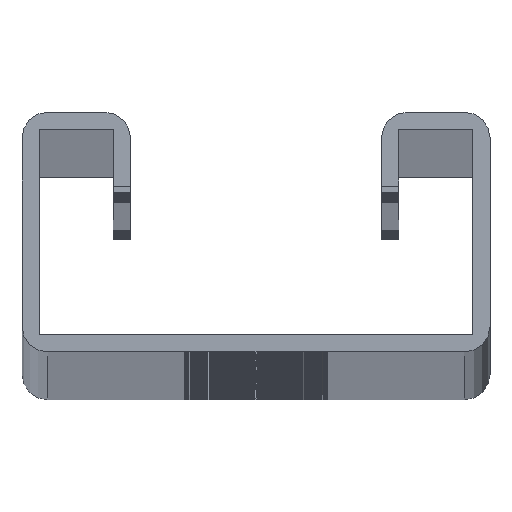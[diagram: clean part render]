
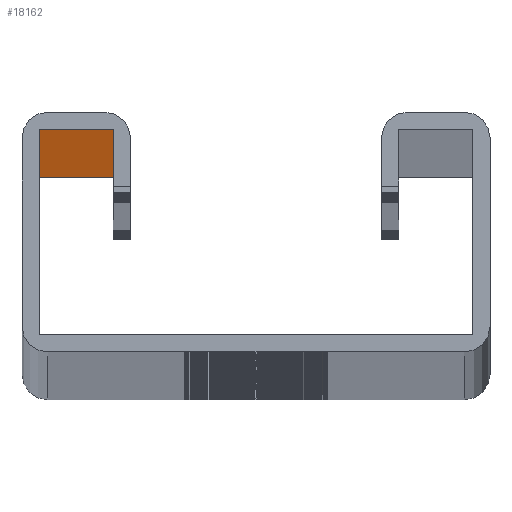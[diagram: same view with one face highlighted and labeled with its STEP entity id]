
A CAD part, top view. The second image highlights one B-rep face of the part: STEP entity #18162.
In plain terms, the highlighted planar face has unit normal (0, -1, 0).
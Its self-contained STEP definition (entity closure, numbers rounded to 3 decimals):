
#4557 = CARTESIAN_POINT ( 'NONE',  ( -12.5, 19.5, -1200. ) ) ;
#12079 = DIRECTION ( 'NONE',  ( 1., 0., 0. ) ) ;
#15447 = EDGE_LOOP ( 'NONE', ( #59218, #34618, #35897, #31933 ) ) ;
#18162 = ADVANCED_FACE ( 'NONE', ( #51712 ), #20221, .T. ) ;
#19193 = VERTEX_POINT ( 'NONE', #46701 ) ;
#19918 = CARTESIAN_POINT ( 'NONE',  ( -12.5, 19.5, -2400. ) ) ;
#20221 = PLANE ( 'NONE',  #32819 ) ;
#21750 = VECTOR ( 'NONE', #12079, 1000. ) ;
#22390 = VECTOR ( 'NONE', #32497, 1000. ) ;
#23688 = CARTESIAN_POINT ( 'NONE',  ( -19., 19.5, -1200. ) ) ;
#25538 = CARTESIAN_POINT ( 'NONE',  ( -20.5, 19.5, -2400. ) ) ;
#26527 = VECTOR ( 'NONE', #39584, 1000. ) ;
#26798 = LINE ( 'NONE', #23688, #22390 ) ;
#27787 = CARTESIAN_POINT ( 'NONE',  ( -12.5, 19.5, 0. ) ) ;
#28994 = VECTOR ( 'NONE', #43174, 1000. ) ;
#29994 = CARTESIAN_POINT ( 'NONE',  ( -20.5, 19.5, -1200. ) ) ;
#31933 = ORIENTED_EDGE ( 'NONE', *, *, #41672, .F. ) ;
#32497 = DIRECTION ( 'NONE',  ( 0., 0., -1. ) ) ;
#32819 = AXIS2_PLACEMENT_3D ( 'NONE', #29994, #34481, #53137 ) ;
#34481 = DIRECTION ( 'NONE',  ( 0., -1., 0. ) ) ;
#34618 = ORIENTED_EDGE ( 'NONE', *, *, #54281, .T. ) ;
#35116 = EDGE_CURVE ( 'NONE', #38384, #36167, #49053, .T. ) ;
#35897 = ORIENTED_EDGE ( 'NONE', *, *, #35116, .T. ) ;
#36167 = VERTEX_POINT ( 'NONE', #19918 ) ;
#37704 = CARTESIAN_POINT ( 'NONE',  ( -19., 19.5, -2400. ) ) ;
#38384 = VERTEX_POINT ( 'NONE', #37704 ) ;
#39584 = DIRECTION ( 'NONE',  ( 1., 0., 0. ) ) ;
#41329 = LINE ( 'NONE', #4557, #28994 ) ;
#41672 = EDGE_CURVE ( 'NONE', #53735, #36167, #41329, .T. ) ;
#42223 = LINE ( 'NONE', #53946, #21750 ) ;
#43174 = DIRECTION ( 'NONE',  ( 0., 0., -1. ) ) ;
#46701 = CARTESIAN_POINT ( 'NONE',  ( -19., 19.5, 0. ) ) ;
#49053 = LINE ( 'NONE', #25538, #26527 ) ;
#51712 = FACE_OUTER_BOUND ( 'NONE', #15447, .T. ) ;
#53137 = DIRECTION ( 'NONE',  ( 0., 0., -1. ) ) ;
#53735 = VERTEX_POINT ( 'NONE', #27787 ) ;
#53946 = CARTESIAN_POINT ( 'NONE',  ( 0., 19.5, 0. ) ) ;
#54281 = EDGE_CURVE ( 'NONE', #19193, #38384, #26798, .T. ) ;
#54721 = EDGE_CURVE ( 'NONE', #19193, #53735, #42223, .T. ) ;
#59218 = ORIENTED_EDGE ( 'NONE', *, *, #54721, .F. ) ;
